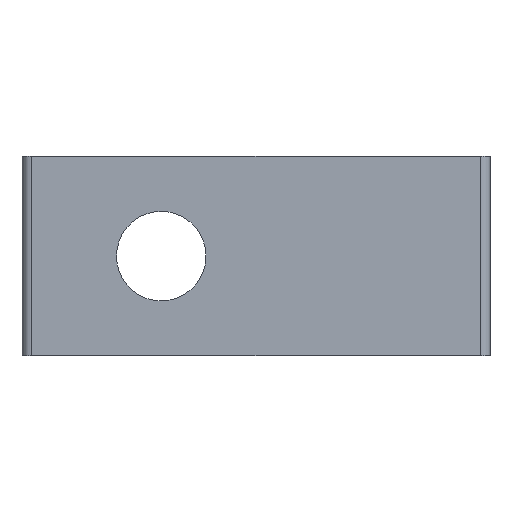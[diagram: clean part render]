
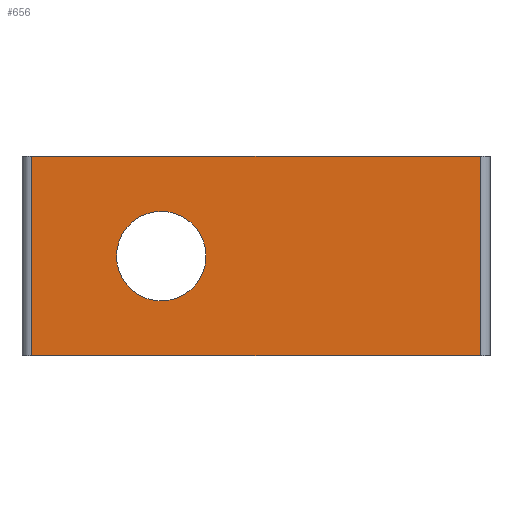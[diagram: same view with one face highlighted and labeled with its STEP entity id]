
A CAD part, front view. The second image highlights one B-rep face of the part: STEP entity #656.
In plain terms, the highlighted planar face has unit normal (0, -1, 0).
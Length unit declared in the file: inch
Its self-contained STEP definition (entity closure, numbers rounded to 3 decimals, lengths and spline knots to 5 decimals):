
#50=LINE('',#1130,#90);
#53=LINE('',#1143,#93);
#58=LINE('',#1156,#98);
#59=LINE('',#1159,#99);
#90=VECTOR('',#827,1.407);
#93=VECTOR('',#842,0.625);
#98=VECTOR('',#855,0.625);
#99=VECTOR('',#860,1.407);
#121=PLANE('',#721);
#167=FACE_BOUND('',#244,.T.);
#193=FACE_OUTER_BOUND('',#243,.T.);
#243=EDGE_LOOP('',(#533,#534,#535,#536));
#244=EDGE_LOOP('',(#537));
#267=CIRCLE('',#679,0.1405);
#294=VERTEX_POINT('',#929);
#323=VERTEX_POINT('',#1127);
#324=VERTEX_POINT('',#1129);
#328=VERTEX_POINT('',#1141);
#332=VERTEX_POINT('',#1155);
#356=EDGE_CURVE('',#294,#294,#267,.T.);
#394=EDGE_CURVE('',#324,#323,#50,.T.);
#401=EDGE_CURVE('',#328,#323,#53,.T.);
#407=EDGE_CURVE('',#324,#332,#58,.T.);
#409=EDGE_CURVE('',#332,#328,#59,.T.);
#533=ORIENTED_EDGE('',*,*,#401,.F.);
#534=ORIENTED_EDGE('',*,*,#409,.F.);
#535=ORIENTED_EDGE('',*,*,#407,.F.);
#536=ORIENTED_EDGE('',*,*,#394,.T.);
#537=ORIENTED_EDGE('',*,*,#356,.T.);
#656=ADVANCED_FACE('',(#193,#167),#121,.T.);
#679=AXIS2_PLACEMENT_3D('',#930,#751,#752);
#721=AXIS2_PLACEMENT_3D('',#1158,#858,#859);
#751=DIRECTION('center_axis',(0.,1.,0.));
#752=DIRECTION('ref_axis',(-1.,0.,0.));
#827=DIRECTION('',(1.,0.,0.));
#842=DIRECTION('',(0.,0.,-1.));
#855=DIRECTION('',(0.,0.,1.));
#858=DIRECTION('center_axis',(0.,-1.,0.));
#859=DIRECTION('ref_axis',(0.,0.,-1.));
#860=DIRECTION('',(1.,0.,0.));
#929=CARTESIAN_POINT('',(-0.50785,-0.04648,-0.313));
#930=CARTESIAN_POINT('Origin',(-0.64835,-0.04648,-0.313));
#1127=CARTESIAN_POINT('',(0.35265,-0.04648,-0.625));
#1129=CARTESIAN_POINT('',(-1.05435,-0.04648,-0.625));
#1130=CARTESIAN_POINT('',(-1.08535,-0.04648,-0.625));
#1141=CARTESIAN_POINT('',(0.35265,-0.04648,0.));
#1143=CARTESIAN_POINT('',(0.35265,-0.04648,0.));
#1155=CARTESIAN_POINT('',(-1.05435,-0.04648,0.));
#1156=CARTESIAN_POINT('',(-1.05435,-0.04648,0.));
#1158=CARTESIAN_POINT('Origin',(-1.08535,-0.04648,0.));
#1159=CARTESIAN_POINT('',(-1.08535,-0.04648,0.));
